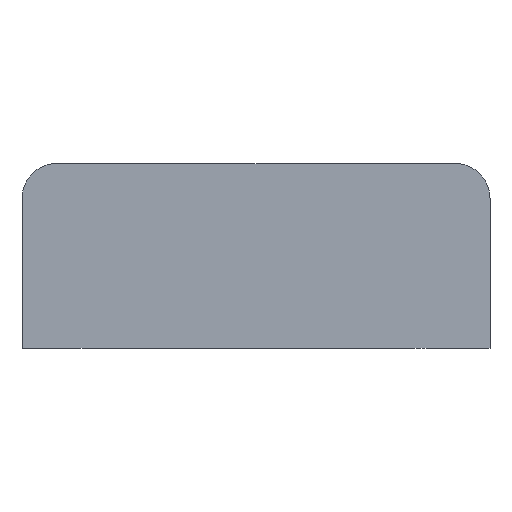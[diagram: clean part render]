
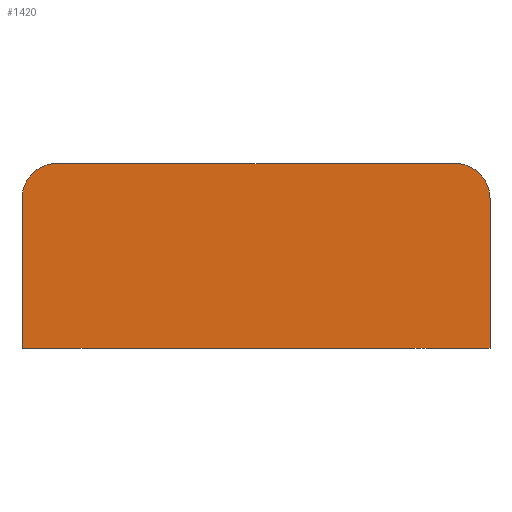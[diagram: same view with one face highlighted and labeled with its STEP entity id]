
A CAD part, front view. The second image highlights one B-rep face of the part: STEP entity #1420.
In plain terms, the highlighted planar face has unit normal (0, -1, 0).
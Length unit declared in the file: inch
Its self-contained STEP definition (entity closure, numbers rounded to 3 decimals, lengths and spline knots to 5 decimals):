
#83=PLANE('',#1547);
#134=LINE('',#2260,#252);
#137=LINE('',#2266,#255);
#138=LINE('',#2268,#256);
#139=LINE('',#2270,#257);
#252=VECTOR('',#1765,0.3937);
#255=VECTOR('',#1770,0.3937);
#256=VECTOR('',#1771,0.3937);
#257=VECTOR('',#1772,0.3937);
#368=FACE_OUTER_BOUND('',#456,.T.);
#456=EDGE_LOOP('',(#1042,#1043,#1044,#1045,#1046,#1047));
#578=CIRCLE('',#1545,0.59055);
#579=CIRCLE('',#1548,0.59055);
#680=VERTEX_POINT('',#2253);
#681=VERTEX_POINT('',#2255);
#682=VERTEX_POINT('',#2259);
#684=VERTEX_POINT('',#2265);
#685=VERTEX_POINT('',#2267);
#686=VERTEX_POINT('',#2269);
#820=EDGE_CURVE('',#680,#681,#578,.T.);
#822=EDGE_CURVE('',#682,#681,#134,.T.);
#825=EDGE_CURVE('',#684,#680,#137,.T.);
#826=EDGE_CURVE('',#685,#684,#138,.T.);
#827=EDGE_CURVE('',#685,#686,#139,.T.);
#828=EDGE_CURVE('',#682,#686,#579,.T.);
#1042=ORIENTED_EDGE('',*,*,#820,.F.);
#1043=ORIENTED_EDGE('',*,*,#825,.F.);
#1044=ORIENTED_EDGE('',*,*,#826,.F.);
#1045=ORIENTED_EDGE('',*,*,#827,.T.);
#1046=ORIENTED_EDGE('',*,*,#828,.F.);
#1047=ORIENTED_EDGE('',*,*,#822,.T.);
#1420=ADVANCED_FACE('',(#368),#83,.T.);
#1545=AXIS2_PLACEMENT_3D('',#2256,#1760,#1761);
#1547=AXIS2_PLACEMENT_3D('',#2264,#1768,#1769);
#1548=AXIS2_PLACEMENT_3D('',#2271,#1773,#1774);
#1760=DIRECTION('center_axis',(0.,1.,0.));
#1761=DIRECTION('ref_axis',(-0.707,0.,0.707));
#1765=DIRECTION('',(-1.,0.,0.));
#1768=DIRECTION('center_axis',(0.,-1.,0.));
#1769=DIRECTION('ref_axis',(0.,0.,-1.));
#1770=DIRECTION('',(0.,0.,1.));
#1771=DIRECTION('',(-1.,0.,0.));
#1772=DIRECTION('',(0.,0.,1.));
#1773=DIRECTION('center_axis',(0.,1.,0.));
#1774=DIRECTION('ref_axis',(0.707,0.,0.707));
#2253=CARTESIAN_POINT('',(-2.70719,-3.46457,2.55906));
#2255=CARTESIAN_POINT('',(-2.11663,-3.46457,3.14961));
#2256=CARTESIAN_POINT('Origin',(-2.11663,-3.46457,2.55906));
#2259=CARTESIAN_POINT('',(4.67028,-3.46457,3.14961));
#2260=CARTESIAN_POINT('',(-1.52608,-3.46457,3.14961));
#2264=CARTESIAN_POINT('Origin',(-1.52608,-3.46457,3.14961));
#2265=CARTESIAN_POINT('',(-2.70719,-3.46457,0.));
#2266=CARTESIAN_POINT('',(-2.70719,-3.46457,0.));
#2267=CARTESIAN_POINT('',(5.26083,-3.46457,0.));
#2268=CARTESIAN_POINT('',(-1.52608,-3.46457,0.));
#2269=CARTESIAN_POINT('',(5.26083,-3.46457,2.55906));
#2270=CARTESIAN_POINT('',(5.26083,-3.46457,2.3622));
#2271=CARTESIAN_POINT('Origin',(4.67028,-3.46457,2.55906));
